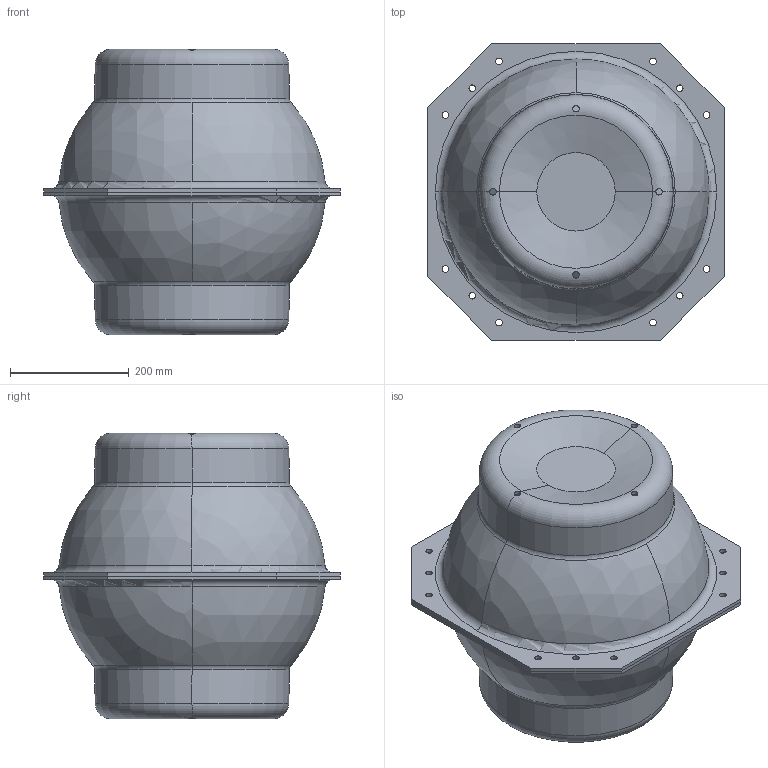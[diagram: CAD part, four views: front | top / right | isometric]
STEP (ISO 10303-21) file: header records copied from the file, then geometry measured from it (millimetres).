
FILE_DESCRIPTION(('CATIA V5 STEP Exchange'),'2;1');
FILE_NAME('Schutzschale 17''''Schutzschale_17''''_glatt.stp','2013-11-07T12:06:07+00:00',('none'),('none'),'CATIA Version 5 Release 19 SP 9 (IN-10)','CATIA V5 STEP AP214','none');
FILE_SCHEMA(('AUTOMOTIVE_DESIGN { 1 0 10303 214 1 1 1 1 }'));
Length unit declared in the file: millimetre
Products named in the file (3): Schutzschale_17''_glatt; Glaskugel 17''; Schutzschale_17"_glatt_1
Assembly tree (2 placements, depth 2):
  Schutzschale_17''_glatt
    Schutzschale_17"_glatt_1  x2
  Glaskugel 17''
Bounding box: 500 x 500 x 481.26 mm (x, y, z)
Volume: 48237140.6 mm3; surface area: 2334860.5 mm2
Topology: 3 solids, 3 shells, 146 faces, 444 edges, 296 vertices
Faces by surface type: cylinder 64, plane 24, torus 24, sphere 18, cone 16
Entity records: 3257 total; most frequent: CARTESIAN_POINT 1270, ORIENTED_EDGE 442, DIRECTION 304, EDGE_CURVE 221, AXIS2_PLACEMENT_3D 173, VERTEX_POINT 149, CIRCLE 106, EDGE_LOOP 104
